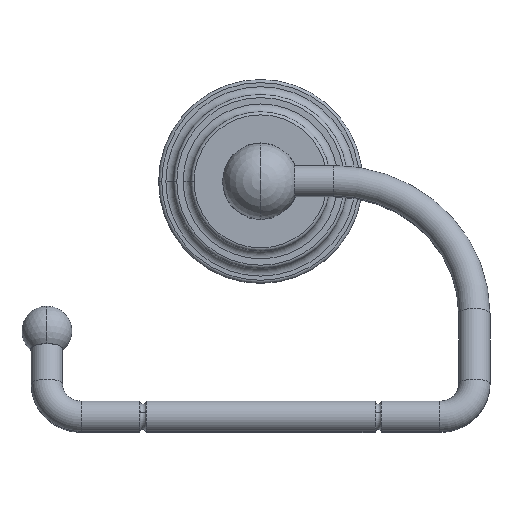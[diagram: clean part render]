
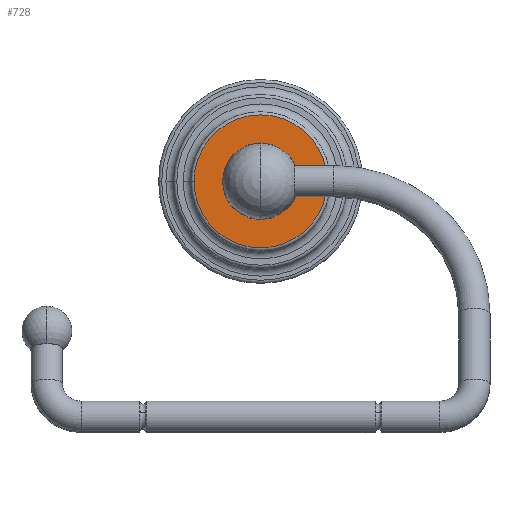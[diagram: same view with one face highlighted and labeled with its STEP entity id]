
A CAD part, top view. The second image highlights one B-rep face of the part: STEP entity #728.
In plain terms, the highlighted planar face has unit normal (0, 0, 1).
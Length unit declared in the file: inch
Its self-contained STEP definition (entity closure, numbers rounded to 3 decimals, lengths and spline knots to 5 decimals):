
#153=CARTESIAN_POINT('',(0.,0.,0.512));
#154=DIRECTION('',(0.,0.,1.));
#155=DIRECTION('',(1.,0.,0.));
#156=AXIS2_PLACEMENT_3D('',#153,#154,#155);
#158=CARTESIAN_POINT('',(0.,0.,0.512));
#159=DIRECTION('',(0.,0.,1.));
#160=DIRECTION('',(-1.,0.,0.));
#161=AXIS2_PLACEMENT_3D('',#158,#159,#160);
#163=CARTESIAN_POINT('',(0.,0.,0.512));
#164=DIRECTION('',(0.,0.,1.));
#165=DIRECTION('',(0.,1.,0.));
#166=AXIS2_PLACEMENT_3D('',#163,#164,#165);
#168=CARTESIAN_POINT('',(0.,0.,0.512));
#169=DIRECTION('',(0.,0.,1.));
#170=DIRECTION('',(0.,-1.,0.));
#171=AXIS2_PLACEMENT_3D('',#168,#169,#170);
#412=CARTESIAN_POINT('',(0.835,0.,0.512));
#413=CARTESIAN_POINT('',(-0.835,0.,0.512));
#414=VERTEX_POINT('',#412);
#415=VERTEX_POINT('',#413);
#424=CARTESIAN_POINT('',(0.,0.474,0.512));
#425=CARTESIAN_POINT('',(0.,-0.474,0.512));
#426=VERTEX_POINT('',#424);
#427=VERTEX_POINT('',#425);
#712=CARTESIAN_POINT('',(0.,0.,0.512));
#713=DIRECTION('',(0.,0.,1.));
#714=DIRECTION('',(1.,0.,0.));
#715=AXIS2_PLACEMENT_3D('',#712,#713,#714);
#716=PLANE('',#715);
#717=ORIENTED_EDGE('',*,*,#702,.F.);
#719=ORIENTED_EDGE('',*,*,#718,.F.);
#720=EDGE_LOOP('',(#717,#719));
#721=FACE_OUTER_BOUND('',#720,.F.);
#723=ORIENTED_EDGE('',*,*,#722,.T.);
#725=ORIENTED_EDGE('',*,*,#724,.T.);
#726=EDGE_LOOP('',(#723,#725));
#727=FACE_BOUND('',#726,.F.);
#728=ADVANCED_FACE('',(#721,#727),#716,.T.);
#157=CIRCLE('',#156,0.835);
#162=CIRCLE('',#161,0.835);
#167=CIRCLE('',#166,0.474);
#172=CIRCLE('',#171,0.474);
#702=EDGE_CURVE('',#414,#415,#157,.T.);
#718=EDGE_CURVE('',#415,#414,#162,.T.);
#722=EDGE_CURVE('',#426,#427,#167,.T.);
#724=EDGE_CURVE('',#427,#426,#172,.T.);
